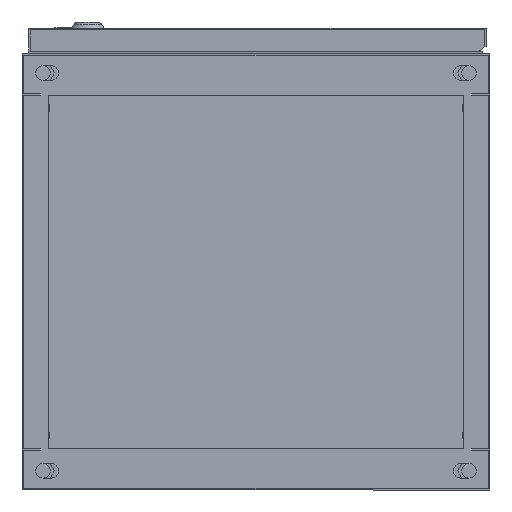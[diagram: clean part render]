
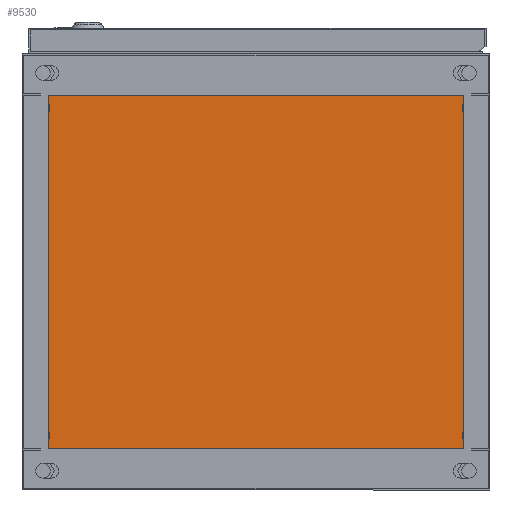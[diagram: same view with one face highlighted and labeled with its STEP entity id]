
A CAD part, front view. The second image highlights one B-rep face of the part: STEP entity #9530.
In plain terms, the highlighted planar face has unit normal (0, -1, 0).
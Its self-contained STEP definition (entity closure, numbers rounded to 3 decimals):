
#9121 = CARTESIAN_POINT ( 'NONE',  ( -200., 1999., 170. ) ) ;
#9530 = ADVANCED_FACE ( 'NONE', ( #10262 ), #12849, .F. ) ;
#10262 = FACE_OUTER_BOUND ( 'NONE', #85313, .T. ) ;
#11659 = CARTESIAN_POINT ( 'NONE',  ( -200., 1999., -170. ) ) ;
#12260 = VECTOR ( 'NONE', #73607, 1000. ) ;
#12849 = PLANE ( 'NONE',  #70928 ) ;
#16532 = EDGE_CURVE ( 'NONE', #94637, #35080, #99821, .T. ) ;
#17098 = DIRECTION ( 'NONE',  ( -1., 0., 0. ) ) ;
#18148 = CARTESIAN_POINT ( 'NONE',  ( 200., 1999., 170. ) ) ;
#25407 = CARTESIAN_POINT ( 'NONE',  ( -200., 1999., -170. ) ) ;
#26109 = LINE ( 'NONE', #38530, #84458 ) ;
#28846 = EDGE_CURVE ( 'NONE', #35080, #57492, #41175, .T. ) ;
#31221 = DIRECTION ( 'NONE',  ( 0., 0., -1. ) ) ;
#34917 = ORIENTED_EDGE ( 'NONE', *, *, #99092, .F. ) ;
#35080 = VERTEX_POINT ( 'NONE', #11659 ) ;
#36755 = CARTESIAN_POINT ( 'NONE',  ( 0., 1999., 0. ) ) ;
#38239 = ORIENTED_EDGE ( 'NONE', *, *, #28846, .F. ) ;
#38530 = CARTESIAN_POINT ( 'NONE',  ( 200., 1999., -170. ) ) ;
#38805 = CARTESIAN_POINT ( 'NONE',  ( 200., 1999., -170. ) ) ;
#41175 = LINE ( 'NONE', #85478, #84613 ) ;
#45063 = DIRECTION ( 'NONE',  ( 0., 0., 1. ) ) ;
#45879 = DIRECTION ( 'NONE',  ( 0., 0., 1. ) ) ;
#57441 = ORIENTED_EDGE ( 'NONE', *, *, #16532, .F. ) ;
#57492 = VERTEX_POINT ( 'NONE', #102787 ) ;
#62449 = VERTEX_POINT ( 'NONE', #18148 ) ;
#66976 = EDGE_CURVE ( 'NONE', #57492, #62449, #83049, .T. ) ;
#67607 = VECTOR ( 'NONE', #17098, 1000. ) ;
#70928 = AXIS2_PLACEMENT_3D ( 'NONE', #36755, #101222, #45063 ) ;
#73607 = DIRECTION ( 'NONE',  ( 1., 0., 0. ) ) ;
#83049 = LINE ( 'NONE', #9121, #12260 ) ;
#84458 = VECTOR ( 'NONE', #31221, 1000. ) ;
#84613 = VECTOR ( 'NONE', #45879, 1000. ) ;
#85313 = EDGE_LOOP ( 'NONE', ( #38239, #57441, #34917, #85390 ) ) ;
#85390 = ORIENTED_EDGE ( 'NONE', *, *, #66976, .F. ) ;
#85478 = CARTESIAN_POINT ( 'NONE',  ( -200., 1999., -170. ) ) ;
#94637 = VERTEX_POINT ( 'NONE', #38805 ) ;
#99092 = EDGE_CURVE ( 'NONE', #62449, #94637, #26109, .T. ) ;
#99821 = LINE ( 'NONE', #25407, #67607 ) ;
#101222 = DIRECTION ( 'NONE',  ( 0., 1., 0. ) ) ;
#102787 = CARTESIAN_POINT ( 'NONE',  ( -200., 1999., 170. ) ) ;
